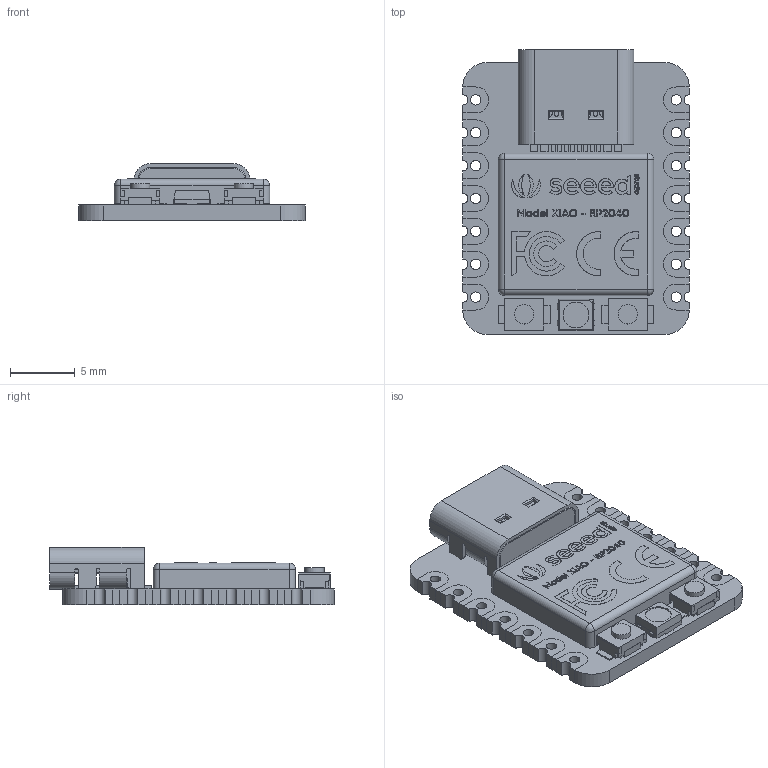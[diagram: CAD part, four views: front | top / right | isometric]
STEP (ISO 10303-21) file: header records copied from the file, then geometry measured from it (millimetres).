
FILE_DESCRIPTION(/* description */ (''),/* implementation_level */ '2;1');
FILE_NAME(/* name */ 'Seeed Studio XIAO RP2040 v27.step',/* time_stamp */ '2023-02-18T16:40:49+01:00',/* author */ (''),/* organization */ (''),/* preprocessor_version */ 'ST-DEVELOPER v19.2',/* originating_system */ 'Autodesk Translation Framework v11.17.0.187',/* authorisation */ '');
FILE_SCHEMA (('AUTOMOTIVE_DESIGN { 1 0 10303 214 3 1 1 }'));
Length unit declared in the file: millimetre
Products named in the file (11): Seeed Studio XIAO RP2040 v27; main; type-c v2; smd_button v3; SK6805-2.4x2.7 v1; Shell; DOUT; DIN; VSS; VDD; smd_button v3(Mirror)
Assembly tree (10 placements, depth 4):
  Seeed Studio XIAO RP2040 v27
    main
      type-c v2
      smd_button v3
      SK6805-2.4x2.7 v1
        Shell
        DOUT
        DIN
        VSS
        VDD
      smd_button v3(Mirror)
Bounding box: 17.5 x 22 x 4.41 mm (x, y, z)
Volume: 826.4 mm3; surface area: 2064.3 mm2
Topology: 83 solids, 83 shells, 1263 faces, 3184 edges, 2084 vertices
Faces by surface type: plane 853, bspline 195, cylinder 187, torus 12, sphere 10, cone 6
Full cylindrical faces by diameter (mm): 0.4 x1, 0.5 x2, 0.8 x14, 1 x4, 1.5 x2, 2 x1
Entity records: 38547 total; most frequent: CARTESIAN_POINT 9163, ORIENTED_EDGE 6352, DIRECTION 5360, EDGE_CURVE 3176, LINE 2392, VECTOR 2392, VERTEX_POINT 2084, AXIS2_PLACEMENT_3D 1484
